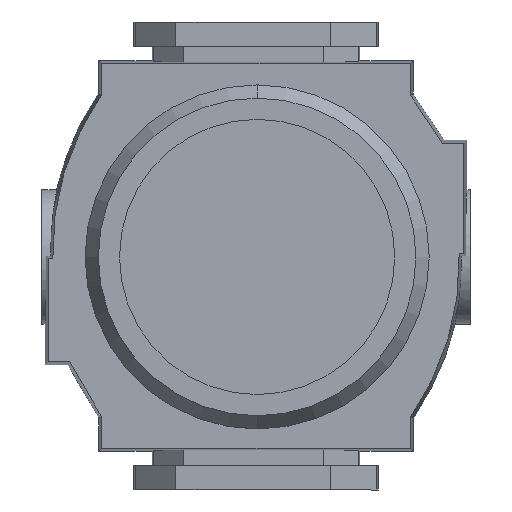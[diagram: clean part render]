
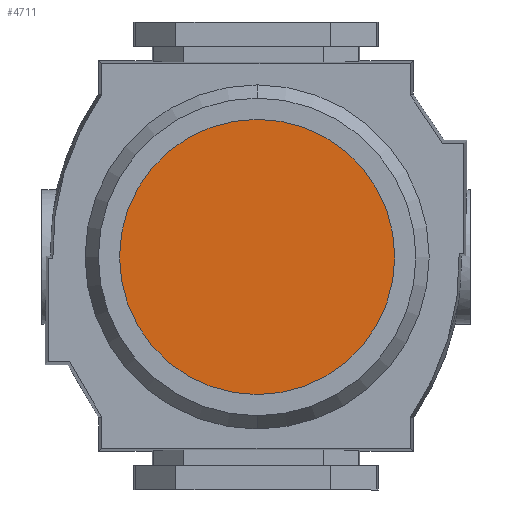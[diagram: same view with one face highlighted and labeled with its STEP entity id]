
A CAD part, front view. The second image highlights one B-rep face of the part: STEP entity #4711.
In plain terms, the highlighted face is planar.
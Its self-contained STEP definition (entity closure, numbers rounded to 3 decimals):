
#4 = DIRECTION ( 'NONE',  ( 0., 0., 1. ) ) ;
#31 = DIRECTION ( 'NONE',  ( 0., 1., 0. ) ) ;
#125 = ORIENTED_EDGE ( 'NONE', *, *, #1230, .T. ) ;
#380 = ORIENTED_EDGE ( 'NONE', *, *, #1537, .T. ) ;
#395 = EDGE_LOOP ( 'NONE', ( #380, #125 ) ) ;
#401 = VERTEX_POINT ( 'NONE', #1004 ) ;
#798 = CARTESIAN_POINT ( 'NONE',  ( -0.137, 39., 0.163 ) ) ;
#1004 = CARTESIAN_POINT ( 'NONE',  ( -0.137, 39., 20.163 ) ) ;
#1060 = AXIS2_PLACEMENT_3D ( 'NONE', #2660, #2635, #4 ) ;
#1230 = EDGE_CURVE ( 'NONE', #3144, #401, #1520, .T. ) ;
#1520 = CIRCLE ( 'NONE', #4338, 20. ) ;
#1535 = PLANE ( 'NONE',  #1060 ) ;
#1537 = EDGE_CURVE ( 'NONE', #401, #3144, #2091, .T. ) ;
#1581 = CARTESIAN_POINT ( 'NONE',  ( -0.137, 39., 0.163 ) ) ;
#2091 = CIRCLE ( 'NONE', #4014, 20. ) ;
#2267 = FACE_OUTER_BOUND ( 'NONE', #395, .T. ) ;
#2330 = DIRECTION ( 'NONE',  ( 0., 1., 0. ) ) ;
#2635 = DIRECTION ( 'NONE',  ( 0., 1., 0. ) ) ;
#2660 = CARTESIAN_POINT ( 'NONE',  ( -0.137, 39., 0.163 ) ) ;
#3144 = VERTEX_POINT ( 'NONE', #4694 ) ;
#3832 = DIRECTION ( 'NONE',  ( 0., 0., 1. ) ) ;
#3845 = DIRECTION ( 'NONE',  ( 0., 0., 1. ) ) ;
#4014 = AXIS2_PLACEMENT_3D ( 'NONE', #798, #31, #3845 ) ;
#4338 = AXIS2_PLACEMENT_3D ( 'NONE', #1581, #2330, #3832 ) ;
#4694 = CARTESIAN_POINT ( 'NONE',  ( -0.137, 39., -19.837 ) ) ;
#4711 = ADVANCED_FACE ( 'NONE', ( #2267 ), #1535, .T. ) ;
